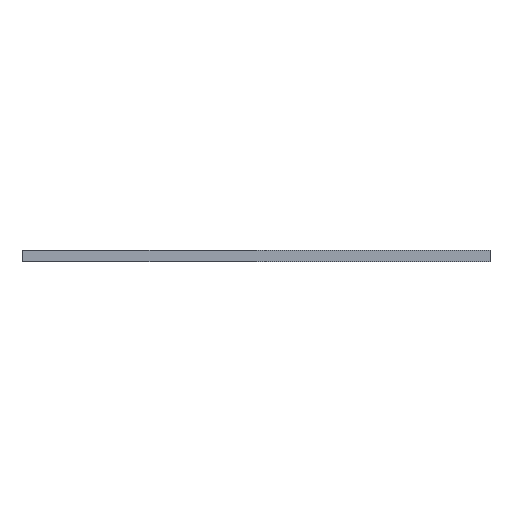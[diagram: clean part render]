
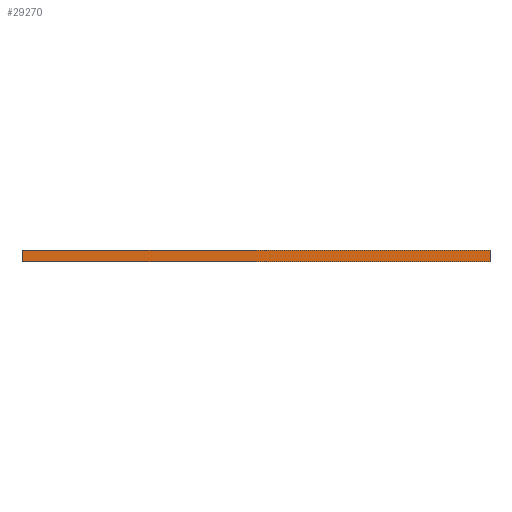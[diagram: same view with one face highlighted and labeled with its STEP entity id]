
A CAD part, front view. The second image highlights one B-rep face of the part: STEP entity #29270.
In plain terms, the highlighted planar face has unit normal (0, -1, 0).
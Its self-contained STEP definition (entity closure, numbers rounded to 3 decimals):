
#29270 = ADVANCED_FACE('',(#29271),#29305,.T.);
#29271 = FACE_BOUND('',#29272,.T.);
#29272 = EDGE_LOOP('',(#29273,#29283,#29291,#29299));
#29273 = ORIENTED_EDGE('',*,*,#29274,.T.);
#29274 = EDGE_CURVE('',#29275,#29277,#29279,.T.);
#29275 = VERTEX_POINT('',#29276);
#29276 = CARTESIAN_POINT('',(171.048,-137.855,0.));
#29277 = VERTEX_POINT('',#29278);
#29278 = CARTESIAN_POINT('',(171.048,-137.855,1.51));
#29279 = LINE('',#29280,#29281);
#29280 = CARTESIAN_POINT('',(171.048,-137.855,0.));
#29281 = VECTOR('',#29282,1.);
#29282 = DIRECTION('',(0.,0.,1.));
#29283 = ORIENTED_EDGE('',*,*,#29284,.T.);
#29284 = EDGE_CURVE('',#29277,#29285,#29287,.T.);
#29285 = VERTEX_POINT('',#29286);
#29286 = CARTESIAN_POINT('',(108.048,-137.855,1.51));
#29287 = LINE('',#29288,#29289);
#29288 = CARTESIAN_POINT('',(171.048,-137.855,1.51));
#29289 = VECTOR('',#29290,1.);
#29290 = DIRECTION('',(-1.,0.,0.));
#29291 = ORIENTED_EDGE('',*,*,#29292,.F.);
#29292 = EDGE_CURVE('',#29293,#29285,#29295,.T.);
#29293 = VERTEX_POINT('',#29294);
#29294 = CARTESIAN_POINT('',(108.048,-137.855,0.));
#29295 = LINE('',#29296,#29297);
#29296 = CARTESIAN_POINT('',(108.048,-137.855,0.));
#29297 = VECTOR('',#29298,1.);
#29298 = DIRECTION('',(0.,0.,1.));
#29299 = ORIENTED_EDGE('',*,*,#29300,.F.);
#29300 = EDGE_CURVE('',#29275,#29293,#29301,.T.);
#29301 = LINE('',#29302,#29303);
#29302 = CARTESIAN_POINT('',(171.048,-137.855,0.));
#29303 = VECTOR('',#29304,1.);
#29304 = DIRECTION('',(-1.,0.,0.));
#29305 = PLANE('',#29306);
#29306 = AXIS2_PLACEMENT_3D('',#29307,#29308,#29309);
#29307 = CARTESIAN_POINT('',(171.048,-137.855,0.));
#29308 = DIRECTION('',(0.,-1.,0.));
#29309 = DIRECTION('',(-1.,0.,0.));
